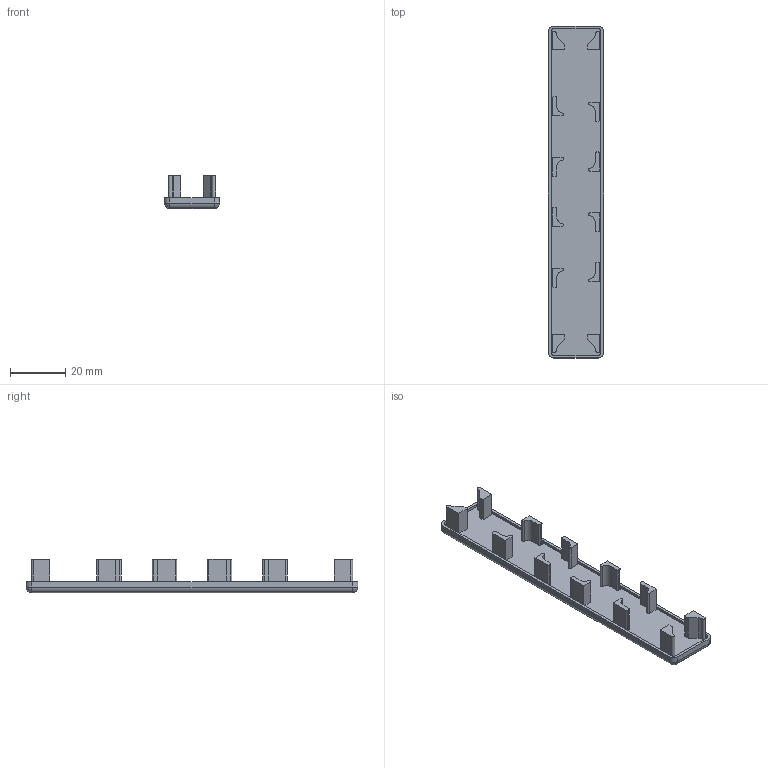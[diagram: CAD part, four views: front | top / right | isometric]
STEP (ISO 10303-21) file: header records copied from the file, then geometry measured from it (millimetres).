
FILE_DESCRIPTION((''),'2;1');
FILE_NAME('SZ0018S.stp','2009-09-03T14:18:30',('Marina Kaa'),(''),'Autodesk Inventor 11','Autodesk Inventor 11','');
FILE_SCHEMA(('AUTOMOTIVE_DESIGN { 1 0 10303 214 1 1 1 1 }'));
Length unit declared in the file: millimetre
Products named in the file (1): SZ0018S-A
Bounding box: 20 x 120 x 12 mm (x, y, z)
Volume: 8973.6 mm3; surface area: 8075.7 mm2
Topology: 1 solids, 1 shells, 127 faces, 328 edges, 212 vertices
Faces by surface type: plane 51, bspline 36, cylinder 36, sphere 4
Entity records: 4077 total; most frequent: CARTESIAN_POINT 996, ORIENTED_EDGE 648, DIRECTION 612, EDGE_CURVE 324, VECTOR 220, LINE 220, VERTEX_POINT 212, AXIS2_PLACEMENT_3D 196
